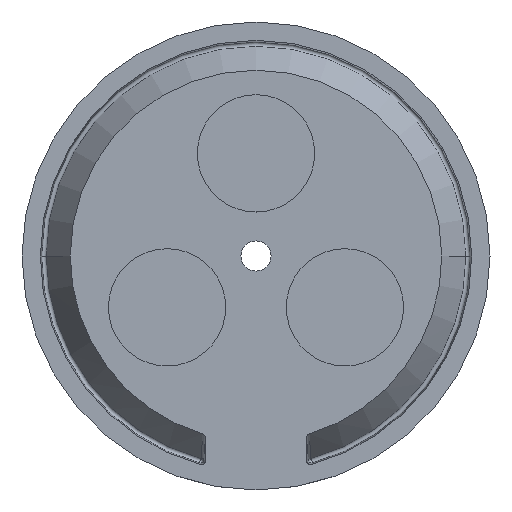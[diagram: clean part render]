
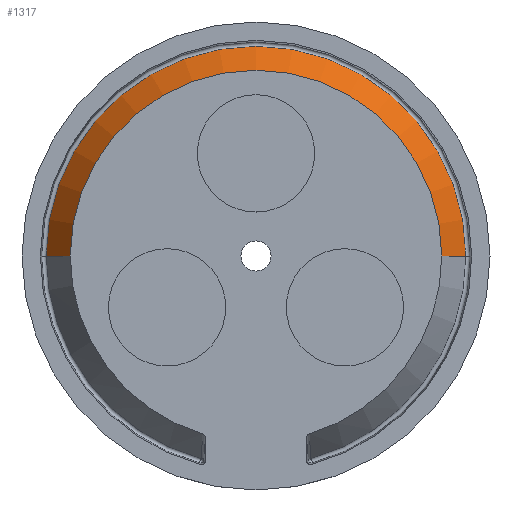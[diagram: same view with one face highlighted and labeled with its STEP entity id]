
A CAD part, top view. The second image highlights one B-rep face of the part: STEP entity #1317.
In plain terms, the highlighted conical face has half-angle 34 degrees and reference radius 45.396 mm.
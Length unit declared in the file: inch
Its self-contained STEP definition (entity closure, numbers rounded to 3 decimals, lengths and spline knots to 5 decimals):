
#17 = AXIS2_PLACEMENT_3D ( 'NONE', #2560, #2566, #2567 ) ;
#21 = AXIS2_PLACEMENT_3D ( 'NONE', #2600, #2602, #2603 ) ;
#501 = ORIENTED_EDGE ( 'NONE', *, *, #5356, .T. ) ;
#651 = VERTEX_POINT ( 'NONE', #1033 ) ;
#652 = VERTEX_POINT ( 'NONE', #1034 ) ;
#653 = VERTEX_POINT ( 'NONE', #1035 ) ;
#654 = VERTEX_POINT ( 'NONE', #1036 ) ;
#802 = FACE_OUTER_BOUND ( 'NONE', #5849, .T. ) ;
#804 = CONICAL_SURFACE ( 'NONE', #3449, 1.78723, 0.593 ) ;
#1033 = CARTESIAN_POINT ( 'NONE',  ( -1.58308, 0., -0.15625 ) ) ;
#1034 = CARTESIAN_POINT ( 'NONE',  ( 1.58308, 0., -0.15625 ) ) ;
#1035 = CARTESIAN_POINT ( 'NONE',  ( 1.78723, 0., -0.45891 ) ) ;
#1036 = CARTESIAN_POINT ( 'NONE',  ( -1.78723, 0., -0.45891 ) ) ;
#1317 = ADVANCED_FACE ( 'NONE', ( #802 ), #804, .T. ) ;
#2560 = CARTESIAN_POINT ( 'NONE',  ( 0., 0., -0.45891 ) ) ;
#2566 = DIRECTION ( 'NONE',  ( 0., 0., -1. ) ) ;
#2567 = DIRECTION ( 'NONE',  ( -1., 0., 0. ) ) ;
#2598 = CARTESIAN_POINT ( 'NONE',  ( 1.78723, 0., -0.45891 ) ) ;
#2599 = DIRECTION ( 'NONE',  ( 0.559, 0., -0.829 ) ) ;
#2600 = CARTESIAN_POINT ( 'NONE',  ( 0., 0., -0.15625 ) ) ;
#2602 = DIRECTION ( 'NONE',  ( 0., 0., -1. ) ) ;
#2603 = DIRECTION ( 'NONE',  ( 1., 0., 0. ) ) ;
#2604 = CARTESIAN_POINT ( 'NONE',  ( -1.78723, 0., -0.45891 ) ) ;
#2605 = DIRECTION ( 'NONE',  ( -0.559, 0., -0.829 ) ) ;
#3248 = ORIENTED_EDGE ( 'NONE', *, *, #5357, .T. ) ;
#3393 = ORIENTED_EDGE ( 'NONE', *, *, #5358, .F. ) ;
#3408 = ORIENTED_EDGE ( 'NONE', *, *, #5348, .F. ) ;
#3449 = AXIS2_PLACEMENT_3D ( 'NONE', #4297, #4291, #4295 ) ;
#3550 = VECTOR ( 'NONE', #2605, 39.37008 ) ;
#3553 = CIRCLE ( 'NONE', #17, 1.78723 ) ;
#3554 = LINE ( 'NONE', #2598, #3558 ) ;
#3558 = VECTOR ( 'NONE', #2599, 39.37008 ) ;
#3560 = LINE ( 'NONE', #2604, #3550 ) ;
#3563 = CIRCLE ( 'NONE', #21, 1.58308 ) ;
#4291 = DIRECTION ( 'NONE',  ( 0., 0., -1. ) ) ;
#4295 = DIRECTION ( 'NONE',  ( -1., 0., 0. ) ) ;
#4297 = CARTESIAN_POINT ( 'NONE',  ( 0., 0., -0.45891 ) ) ;
#5348 = EDGE_CURVE ( 'NONE', #654, #653, #3553, .T. ) ;
#5356 = EDGE_CURVE ( 'NONE', #652, #653, #3554, .T. ) ;
#5357 = EDGE_CURVE ( 'NONE', #651, #652, #3563, .T. ) ;
#5358 = EDGE_CURVE ( 'NONE', #651, #654, #3560, .T. ) ;
#5849 = EDGE_LOOP ( 'NONE', ( #3248, #501, #3408, #3393 ) ) ;
